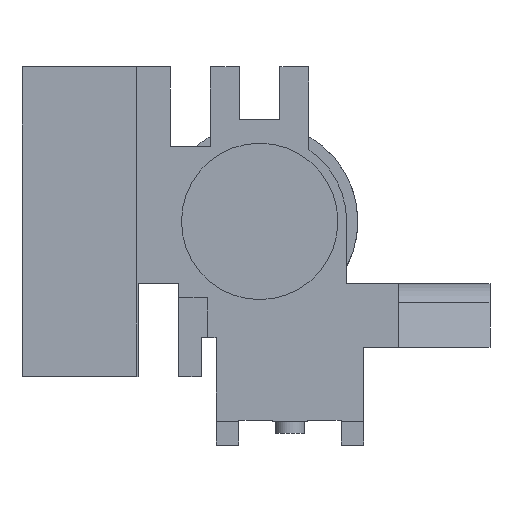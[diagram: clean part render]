
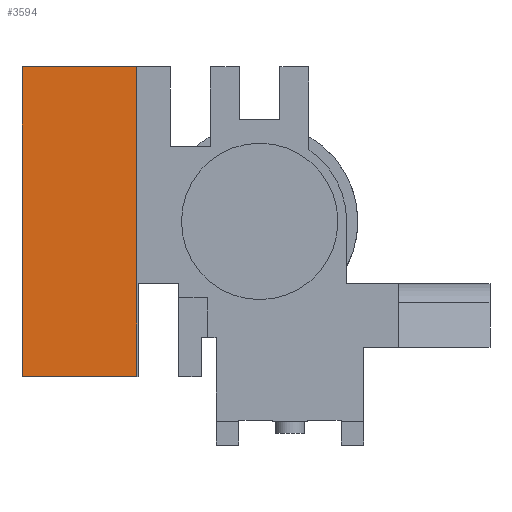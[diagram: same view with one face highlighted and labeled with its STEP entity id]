
A CAD part, front view. The second image highlights one B-rep face of the part: STEP entity #3594.
In plain terms, the highlighted planar face has unit normal (0, -1, 0).
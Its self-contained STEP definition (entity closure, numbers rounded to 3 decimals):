
#265 = PLANE('',#266);
#266 = AXIS2_PLACEMENT_3D('',#267,#268,#269);
#267 = CARTESIAN_POINT('',(0.46,-1.313,5.728));
#268 = DIRECTION('',(0.,0.,1.));
#269 = DIRECTION('',(1.,0.,0.));
#320 = PLANE('',#321);
#321 = AXIS2_PLACEMENT_3D('',#322,#323,#324);
#322 = CARTESIAN_POINT('',(-7.163,-35.872,-3.651));
#323 = DIRECTION('',(0.,0.,-1.));
#324 = DIRECTION('',(1.,0.,0.));
#733 = PLANE('',#734);
#734 = AXIS2_PLACEMENT_3D('',#735,#736,#737);
#735 = CARTESIAN_POINT('',(-3.607,-6.839,0.502));
#736 = DIRECTION('',(0.,1.,0.));
#737 = DIRECTION('',(0.,0.,-1.));
#806 = PLANE('',#807);
#807 = AXIS2_PLACEMENT_3D('',#808,#809,#810);
#808 = CARTESIAN_POINT('',(-3.607,-6.839,-1.264));
#809 = DIRECTION('',(0.,1.,0.));
#810 = DIRECTION('',(0.,0.,-1.));
#844 = VERTEX_POINT('',#845);
#845 = CARTESIAN_POINT('',(-3.607,-6.839,-3.651));
#866 = EDGE_CURVE('',#844,#867,#869,.T.);
#867 = VERTEX_POINT('',#868);
#868 = CARTESIAN_POINT('',(-7.087,-6.839,-3.651));
#869 = SURFACE_CURVE('',#870,(#874,#880),.PCURVE_S1.);
#870 = LINE('',#871,#872);
#871 = CARTESIAN_POINT('',(-7.125,-6.839,-3.651));
#872 = VECTOR('',#873,1.);
#873 = DIRECTION('',(-1.,0.,0.));
#874 = PCURVE('',#320,#875);
#875 = DEFINITIONAL_REPRESENTATION('',(#876),#879);
#876 = B_SPLINE_CURVE_WITH_KNOTS('',1,(#877,#878),.UNSPECIFIED.,.F.,.F.,
  (2,2),(-3.518,-0.038),.PIECEWISE_BEZIER_KNOTS.);
#877 = CARTESIAN_POINT('',(3.556,-29.033));
#878 = CARTESIAN_POINT('',(0.076,-29.033));
#879 = ( GEOMETRIC_REPRESENTATION_CONTEXT(2) 
PARAMETRIC_REPRESENTATION_CONTEXT() REPRESENTATION_CONTEXT('2D SPACE',''
  ) );
#880 = PCURVE('',#881,#886);
#881 = PLANE('',#882);
#882 = AXIS2_PLACEMENT_3D('',#883,#884,#885);
#883 = CARTESIAN_POINT('',(-7.087,-6.839,-5.728));
#884 = DIRECTION('',(0.,1.,0.));
#885 = DIRECTION('',(1.,0.,0.));
#886 = DEFINITIONAL_REPRESENTATION('',(#887),#890);
#887 = B_SPLINE_CURVE_WITH_KNOTS('',1,(#888,#889),.UNSPECIFIED.,.F.,.F.,
  (2,2),(-3.518,-0.038),.PIECEWISE_BEZIER_KNOTS.);
#888 = CARTESIAN_POINT('',(3.48,-2.076));
#889 = CARTESIAN_POINT('',(0.,-2.076));
#890 = ( GEOMETRIC_REPRESENTATION_CONTEXT(2) 
PARAMETRIC_REPRESENTATION_CONTEXT() REPRESENTATION_CONTEXT('2D SPACE',''
  ) );
#907 = PLANE('',#908);
#908 = AXIS2_PLACEMENT_3D('',#909,#910,#911);
#909 = CARTESIAN_POINT('',(-7.087,-4.159,-5.728));
#910 = DIRECTION('',(1.,0.,0.));
#911 = DIRECTION('',(0.,-1.,0.));
#1156 = VERTEX_POINT('',#1157);
#1157 = CARTESIAN_POINT('',(-7.087,-6.839,5.728));
#1178 = EDGE_CURVE('',#1156,#1179,#1181,.T.);
#1179 = VERTEX_POINT('',#1180);
#1180 = CARTESIAN_POINT('',(-3.607,-6.839,5.728));
#1181 = SURFACE_CURVE('',#1182,(#1186,#1193),.PCURVE_S1.);
#1182 = LINE('',#1183,#1184);
#1183 = CARTESIAN_POINT('',(-7.087,-6.839,5.728));
#1184 = VECTOR('',#1185,1.);
#1185 = DIRECTION('',(1.,0.,0.));
#1186 = PCURVE('',#265,#1187);
#1187 = DEFINITIONAL_REPRESENTATION('',(#1188),#1192);
#1188 = LINE('',#1189,#1190);
#1189 = CARTESIAN_POINT('',(-7.547,-5.526));
#1190 = VECTOR('',#1191,1.);
#1191 = DIRECTION('',(1.,0.));
#1192 = ( GEOMETRIC_REPRESENTATION_CONTEXT(2) 
PARAMETRIC_REPRESENTATION_CONTEXT() REPRESENTATION_CONTEXT('2D SPACE',''
  ) );
#1193 = PCURVE('',#881,#1194);
#1194 = DEFINITIONAL_REPRESENTATION('',(#1195),#1199);
#1195 = LINE('',#1196,#1197);
#1196 = CARTESIAN_POINT('',(0.,-11.455));
#1197 = VECTOR('',#1198,1.);
#1198 = DIRECTION('',(1.,0.));
#1199 = ( GEOMETRIC_REPRESENTATION_CONTEXT(2) 
PARAMETRIC_REPRESENTATION_CONTEXT() REPRESENTATION_CONTEXT('2D SPACE',''
  ) );
#1217 = PLANE('',#1218);
#1218 = AXIS2_PLACEMENT_3D('',#1219,#1220,#1221);
#1219 = CARTESIAN_POINT('',(-3.607,-6.839,-5.728));
#1220 = DIRECTION('',(1.,0.,0.));
#1221 = DIRECTION('',(0.,-1.,0.));
#3012 = EDGE_CURVE('',#3013,#3015,#3017,.T.);
#3013 = VERTEX_POINT('',#3014);
#3014 = CARTESIAN_POINT('',(-3.607,-6.839,-1.264));
#3015 = VERTEX_POINT('',#3016);
#3016 = CARTESIAN_POINT('',(-3.607,-6.839,0.502));
#3017 = SURFACE_CURVE('',#3018,(#3022,#3029),.PCURVE_S1.);
#3018 = LINE('',#3019,#3020);
#3019 = CARTESIAN_POINT('',(-3.607,-6.839,-5.728));
#3020 = VECTOR('',#3021,1.);
#3021 = DIRECTION('',(0.,0.,1.));
#3022 = PCURVE('',#733,#3023);
#3023 = DEFINITIONAL_REPRESENTATION('',(#3024),#3028);
#3024 = LINE('',#3025,#3026);
#3025 = CARTESIAN_POINT('',(6.229,0.));
#3026 = VECTOR('',#3027,1.);
#3027 = DIRECTION('',(-1.,0.));
#3028 = ( GEOMETRIC_REPRESENTATION_CONTEXT(2) 
PARAMETRIC_REPRESENTATION_CONTEXT() REPRESENTATION_CONTEXT('2D SPACE',''
  ) );
#3029 = PCURVE('',#881,#3030);
#3030 = DEFINITIONAL_REPRESENTATION('',(#3031),#3035);
#3031 = LINE('',#3032,#3033);
#3032 = CARTESIAN_POINT('',(3.48,0.));
#3033 = VECTOR('',#3034,1.);
#3034 = DIRECTION('',(0.,-1.));
#3035 = ( GEOMETRIC_REPRESENTATION_CONTEXT(2) 
PARAMETRIC_REPRESENTATION_CONTEXT() REPRESENTATION_CONTEXT('2D SPACE',''
  ) );
#3571 = EDGE_CURVE('',#844,#3013,#3572,.T.);
#3572 = SURFACE_CURVE('',#3573,(#3577,#3584),.PCURVE_S1.);
#3573 = LINE('',#3574,#3575);
#3574 = CARTESIAN_POINT('',(-3.607,-6.839,-5.728));
#3575 = VECTOR('',#3576,1.);
#3576 = DIRECTION('',(0.,0.,1.));
#3577 = PCURVE('',#806,#3578);
#3578 = DEFINITIONAL_REPRESENTATION('',(#3579),#3583);
#3579 = LINE('',#3580,#3581);
#3580 = CARTESIAN_POINT('',(4.464,0.));
#3581 = VECTOR('',#3582,1.);
#3582 = DIRECTION('',(-1.,0.));
#3583 = ( GEOMETRIC_REPRESENTATION_CONTEXT(2) 
PARAMETRIC_REPRESENTATION_CONTEXT() REPRESENTATION_CONTEXT('2D SPACE',''
  ) );
#3584 = PCURVE('',#881,#3585);
#3585 = DEFINITIONAL_REPRESENTATION('',(#3586),#3590);
#3586 = LINE('',#3587,#3588);
#3587 = CARTESIAN_POINT('',(3.48,0.));
#3588 = VECTOR('',#3589,1.);
#3589 = DIRECTION('',(0.,-1.));
#3590 = ( GEOMETRIC_REPRESENTATION_CONTEXT(2) 
PARAMETRIC_REPRESENTATION_CONTEXT() REPRESENTATION_CONTEXT('2D SPACE',''
  ) );
#3594 = ADVANCED_FACE('',(#3595),#881,.F.);
#3595 = FACE_BOUND('',#3596,.F.);
#3596 = EDGE_LOOP('',(#3597,#3598,#3619,#3620,#3641,#3642));
#3597 = ORIENTED_EDGE('',*,*,#866,.T.);
#3598 = ORIENTED_EDGE('',*,*,#3599,.T.);
#3599 = EDGE_CURVE('',#867,#1156,#3600,.T.);
#3600 = SURFACE_CURVE('',#3601,(#3605,#3612),.PCURVE_S1.);
#3601 = LINE('',#3602,#3603);
#3602 = CARTESIAN_POINT('',(-7.087,-6.839,-5.728));
#3603 = VECTOR('',#3604,1.);
#3604 = DIRECTION('',(0.,0.,1.));
#3605 = PCURVE('',#881,#3606);
#3606 = DEFINITIONAL_REPRESENTATION('',(#3607),#3611);
#3607 = LINE('',#3608,#3609);
#3608 = CARTESIAN_POINT('',(0.,0.));
#3609 = VECTOR('',#3610,1.);
#3610 = DIRECTION('',(0.,-1.));
#3611 = ( GEOMETRIC_REPRESENTATION_CONTEXT(2) 
PARAMETRIC_REPRESENTATION_CONTEXT() REPRESENTATION_CONTEXT('2D SPACE',''
  ) );
#3612 = PCURVE('',#907,#3613);
#3613 = DEFINITIONAL_REPRESENTATION('',(#3614),#3618);
#3614 = LINE('',#3615,#3616);
#3615 = CARTESIAN_POINT('',(2.68,0.));
#3616 = VECTOR('',#3617,1.);
#3617 = DIRECTION('',(0.,-1.));
#3618 = ( GEOMETRIC_REPRESENTATION_CONTEXT(2) 
PARAMETRIC_REPRESENTATION_CONTEXT() REPRESENTATION_CONTEXT('2D SPACE',''
  ) );
#3619 = ORIENTED_EDGE('',*,*,#1178,.T.);
#3620 = ORIENTED_EDGE('',*,*,#3621,.F.);
#3621 = EDGE_CURVE('',#3015,#1179,#3622,.T.);
#3622 = SURFACE_CURVE('',#3623,(#3627,#3634),.PCURVE_S1.);
#3623 = LINE('',#3624,#3625);
#3624 = CARTESIAN_POINT('',(-3.607,-6.839,-5.728));
#3625 = VECTOR('',#3626,1.);
#3626 = DIRECTION('',(0.,0.,1.));
#3627 = PCURVE('',#881,#3628);
#3628 = DEFINITIONAL_REPRESENTATION('',(#3629),#3633);
#3629 = LINE('',#3630,#3631);
#3630 = CARTESIAN_POINT('',(3.48,0.));
#3631 = VECTOR('',#3632,1.);
#3632 = DIRECTION('',(0.,-1.));
#3633 = ( GEOMETRIC_REPRESENTATION_CONTEXT(2) 
PARAMETRIC_REPRESENTATION_CONTEXT() REPRESENTATION_CONTEXT('2D SPACE',''
  ) );
#3634 = PCURVE('',#1217,#3635);
#3635 = DEFINITIONAL_REPRESENTATION('',(#3636),#3640);
#3636 = LINE('',#3637,#3638);
#3637 = CARTESIAN_POINT('',(0.,0.));
#3638 = VECTOR('',#3639,1.);
#3639 = DIRECTION('',(0.,-1.));
#3640 = ( GEOMETRIC_REPRESENTATION_CONTEXT(2) 
PARAMETRIC_REPRESENTATION_CONTEXT() REPRESENTATION_CONTEXT('2D SPACE',''
  ) );
#3641 = ORIENTED_EDGE('',*,*,#3012,.F.);
#3642 = ORIENTED_EDGE('',*,*,#3571,.F.);
